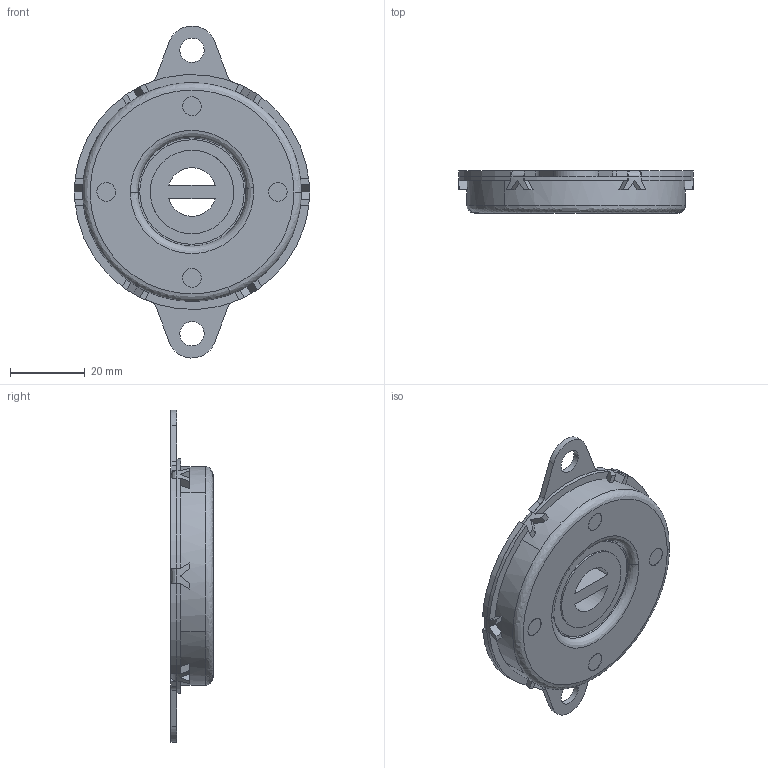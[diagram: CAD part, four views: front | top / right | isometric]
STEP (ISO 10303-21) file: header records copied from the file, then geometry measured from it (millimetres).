
FILE_DESCRIPTION((''),'2;1');
FILE_NAME('','2005-04-20T11:39:49',(''),(''),'','CADfix','');
FILE_SCHEMA(('AUTOMOTIVE_DESIGN'));
Length unit declared in the file: millimetre
Products named in the file (3): inner ring; body; TM_274B_67_LR_740_36
Assembly tree (2 placements, depth 2):
  TM_274B_67_LR_740_36
    inner ring
    body
Bounding box: 63 x 11.3 x 88.99 mm (x, y, z)
Volume: 29611.2 mm3; surface area: 11788 mm2
Topology: 2 solids, 2 shells, 189 faces, 576 edges, 402 vertices
Faces by surface type: bspline 189
Entity records: 6615 total; most frequent: CARTESIAN_POINT 3415, ORIENTED_EDGE 1152, EDGE_CURVE 576, VERTEX_POINT 402, QUASI_UNIFORM_CURVE 246, EDGE_LOOP 210, FACE_OUTER_BOUND 189, ADVANCED_FACE 189
